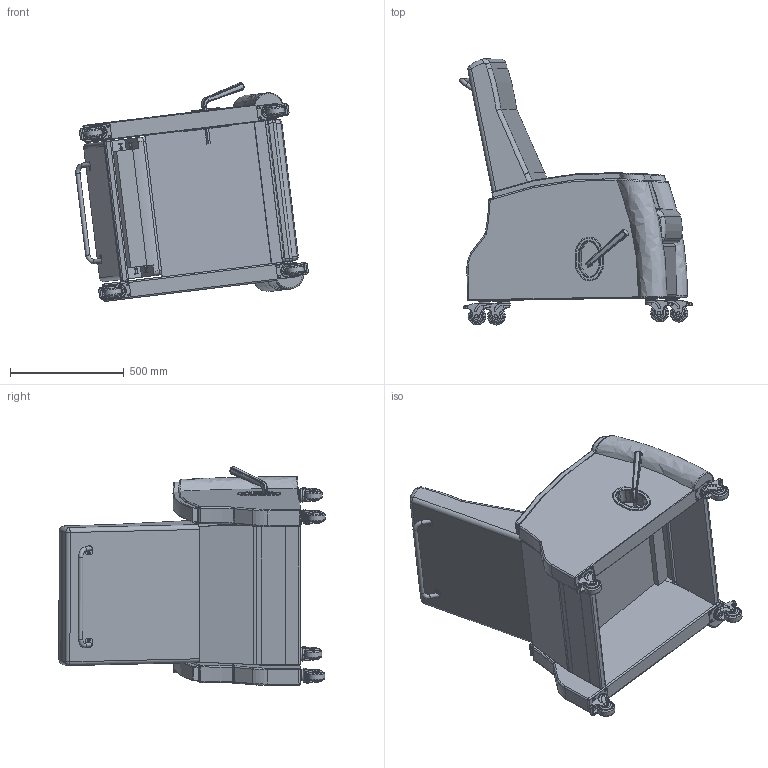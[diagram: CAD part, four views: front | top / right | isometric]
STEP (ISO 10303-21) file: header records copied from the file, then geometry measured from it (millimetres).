
FILE_DESCRIPTION(/* description */ (''),/* implementation_level */ '2;1');
FILE_NAME(/* name */ 'H5047U.stp',/* time_stamp */ '2017-08-03T09:18:43-04:00',/* author */ ('emehringer'),/* organization */ (''),/* preprocessor_version */ 'ST-DEVELOPER v16.5',/* originating_system */ 'Autodesk Inventor 2017',/* authorisation */ '');
FILE_SCHEMA (('AUTOMOTIVE_DESIGN { 1 0 10303 214 3 1 1 }'));
Length unit declared in the file: inch
Products named in the file (36): H5047U; BEZEL-1; 7000-2 CON PLT; 4000 UKP; EV7070 UBACK FLAP; 4000 UKO; T5017 ACARM L; T5047 LARM R; T5047 UARM R; TR1010 MACL BLK; TR1010 MACR BLK; CABLE LEVER; 4000 USEAT; H1010 UBACK; PB3; PUSH BAR 17.625; PUSH BAR 17.625_1; PUSH BAR 17.625 right side; 1420X1.5 PSHPB; H1010 UBACK_1; JC BOLT 60X17MM; 5/16X18 JAM NUT; 5/16" WASHER; 5/16X.18 LK NUT; CAST COL 4inSLB; _NG-03AMP-125-TL-TP01_fork; _TP01_Next Generation Series_0; _NG-03QDP-125-SW-TP01_rivet; _NG-03AMP-125-TL-TP01_wheel_core; _NG-03AMP-125-TL-TP01_wheel_tread; _NG-03AMP-125-TL-TP01_wheel_guard; _NG-03AMP-125-TL-TP01_wheel_tguard; _NG-03AMP-125-TL-TP01_cap; HDL 5000 BLK; F7000 STEEL HANDLEA; HANDLE F7000 PLASTIC
Assembly tree (52 placements, depth 5):
  H5047U
    BEZEL-1
    7000-2 CON PLT
    4000 UKP
    EV7070 UBACK FLAP
    4000 UKO
    T5017 ACARM L
    T5047 LARM R
    T5047 UARM R
    TR1010 MACL BLK
    TR1010 MACR BLK
    CABLE LEVER
    4000 USEAT
    H1010 UBACK
      PB3
        PUSH BAR 17.625
          PUSH BAR 17.625_1
          PUSH BAR 17.625 right side
        1420X1.5 PSHPB  x2
      H1010 UBACK_1
      JC BOLT 60X17MM  x4
      5/16X18 JAM NUT  x4
      5/16" WASHER  x4
      5/16X.18 LK NUT  x4
    CAST COL 4inSLB  x4
      _NG-03AMP-125-TL-TP01_fork
      _TP01_Next Generation Series_0
      _NG-03QDP-125-SW-TP01_rivet
      _NG-03AMP-125-TL-TP01_wheel_core
      _NG-03AMP-125-TL-TP01_wheel_tread
      _NG-03AMP-125-TL-TP01_wheel_guard
      _NG-03AMP-125-TL-TP01_wheel_tguard
      _NG-03AMP-125-TL-TP01_cap
    HDL 5000 BLK
      F7000 STEEL HANDLEA
      HANDLE F7000 PLASTIC
Bounding box: 1021.15 x 1167.68 x 959.26 mm (x, y, z)
Volume: 176511957 mm3; surface area: 6404709.1 mm2
Topology: 76 solids, 76 shells, 1718 faces, 4011 edges, 2496 vertices
Faces by surface type: cylinder 629, plane 621, torus 171, cone 158, bspline 106, sphere 33
Full cylindrical faces by diameter (mm): 5.953 x1, 6.35 x2, 6.401 x12, 7.302 x4, 7.938 x2, 8.89 x4, 9.398 x4, 11.989 x4, 12.497 x2, 12.7 x4, 14.877 x4, 15.062 x4, 15.24 x8, 16.891 x4, 19.05 x3, 19.075 x4, 22.987 x4, 25.4 x4, 38.049 x4, 44.298 x4, 52.273 x4, 55.372 x8, 57.15 x8, 76.2 x4
Entity records: 35909 total; most frequent: CARTESIAN_POINT 13777, DIRECTION 4630, ORIENTED_EDGE 4196, EDGE_CURVE 2098, AXIS2_PLACEMENT_3D 1879, VERTEX_POINT 1307, EDGE_LOOP 1052, FACE_OUTER_BOUND 937
